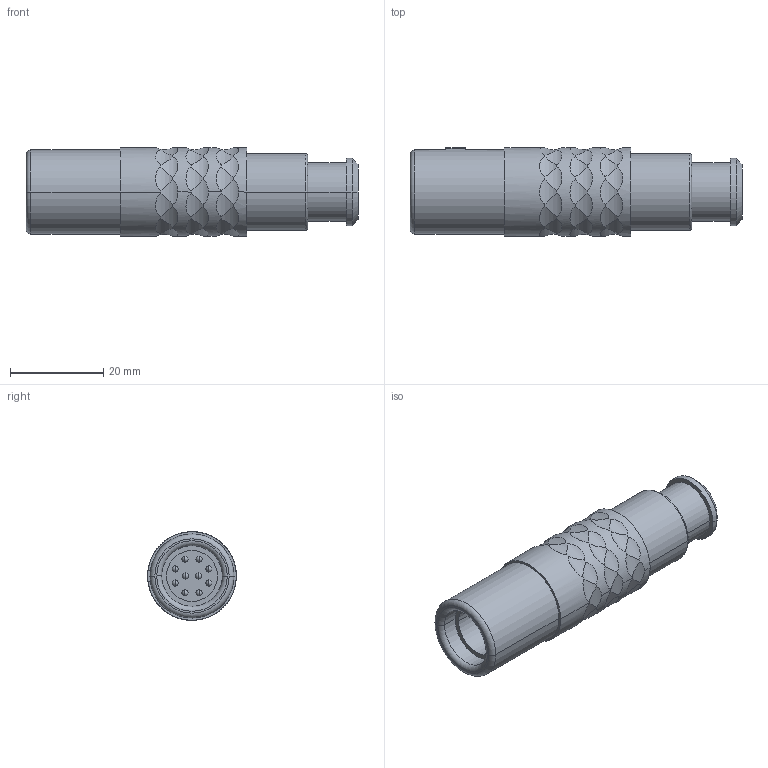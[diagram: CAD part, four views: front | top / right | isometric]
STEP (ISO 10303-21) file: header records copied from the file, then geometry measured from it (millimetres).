
FILE_DESCRIPTION((''),'2;1');
FILE_NAME('S23K0C-P10M','2013-02-05T',('RTrager'),(''),'PRO/ENGINEER BY PARAMETRIC TECHNOLOGY CORPORATION, 2010330','PRO/ENGINEER BY PARAMETRIC TECHNOLOGY CORPORATION, 2010330','');
FILE_SCHEMA(('CONFIG_CONTROL_DESIGN'));
Length unit declared in the file: millimetre
Products named in the file (1): S23K0C-P10M
Bounding box: 71.1 x 19 x 19 mm (x, y, z)
Volume: 11538.9 mm3; surface area: 6871.9 mm2
Topology: 1 solids, 1 shells, 258 faces, 679 edges, 432 vertices
Faces by surface type: cylinder 169, plane 42, sphere 20, torus 16, bspline 9, cone 2
Entity records: 11245 total; most frequent: CARTESIAN_POINT 5233, ORIENTED_EDGE 1318, DIRECTION 1149, EDGE_CURVE 659, AXIS2_PLACEMENT_3D 490, VERTEX_POINT 432, EDGE_LOOP 287, FACE_OUTER_BOUND 258
